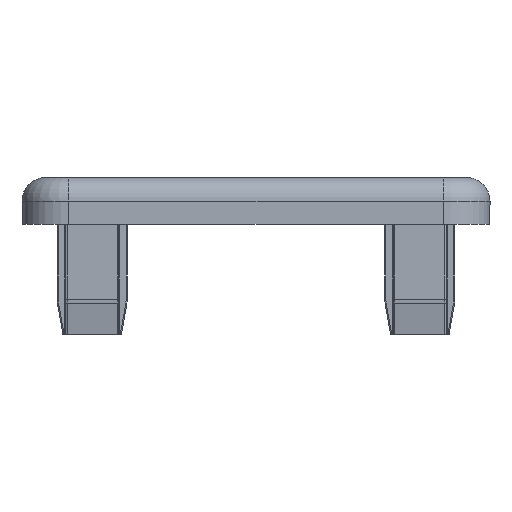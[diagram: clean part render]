
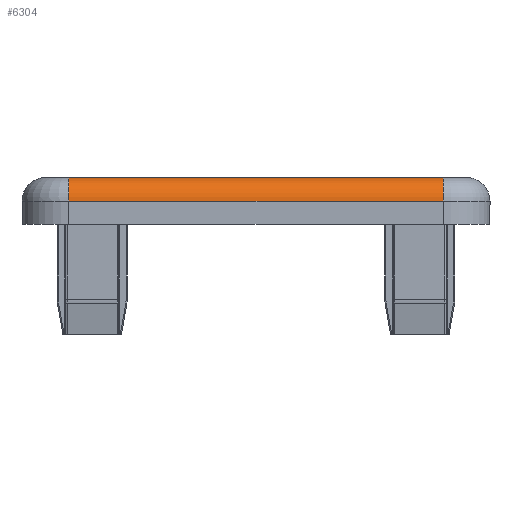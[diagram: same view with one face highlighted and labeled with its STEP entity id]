
A CAD part, front view. The second image highlights one B-rep face of the part: STEP entity #6304.
In plain terms, the highlighted cylindrical face has radius 2 mm (diameter 4 mm), a partial arc.
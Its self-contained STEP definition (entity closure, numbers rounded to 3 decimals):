
#374 = DIRECTION ( 'NONE',  ( 1., 0., 0. ) ) ;
#465 = EDGE_LOOP ( 'NONE', ( #727, #7401, #18386, #14400 ) ) ;
#727 = ORIENTED_EDGE ( 'NONE', *, *, #1079, .T. ) ;
#997 = EDGE_CURVE ( 'NONE', #7276, #17884, #1651, .T. ) ;
#1079 = EDGE_CURVE ( 'NONE', #10927, #7276, #14225, .T. ) ;
#1651 = LINE ( 'NONE', #2788, #8367 ) ;
#2630 = DIRECTION ( 'NONE',  ( 1., 0., 0. ) ) ;
#2765 = CARTESIAN_POINT ( 'NONE',  ( 16., -89.25, 2. ) ) ;
#2788 = CARTESIAN_POINT ( 'NONE',  ( -10., -89.25, 2. ) ) ;
#4185 = DIRECTION ( 'NONE',  ( 1., 0., 0. ) ) ;
#4482 = DIRECTION ( 'NONE',  ( 0., 1., 0. ) ) ;
#4733 = DIRECTION ( 'NONE',  ( -1., 0., 0. ) ) ;
#5258 = DIRECTION ( 'NONE',  ( 0., 1., 0. ) ) ;
#5461 = EDGE_CURVE ( 'NONE', #17884, #9232, #13527, .T. ) ;
#5947 = CYLINDRICAL_SURFACE ( 'NONE', #8629, 2. ) ;
#6304 = ADVANCED_FACE ( 'NONE', ( #14291 ), #5947, .T. ) ;
#6620 = AXIS2_PLACEMENT_3D ( 'NONE', #13439, #4733, #17759 ) ;
#6897 = CARTESIAN_POINT ( 'NONE',  ( 0., -87.25, 4. ) ) ;
#7276 = VERTEX_POINT ( 'NONE', #7351 ) ;
#7351 = CARTESIAN_POINT ( 'NONE',  ( -16., -89.25, 2. ) ) ;
#7401 = ORIENTED_EDGE ( 'NONE', *, *, #997, .T. ) ;
#7943 = CARTESIAN_POINT ( 'NONE',  ( -16., -87.25, 4. ) ) ;
#8136 = VECTOR ( 'NONE', #2630, 1000. ) ;
#8367 = VECTOR ( 'NONE', #4185, 1000. ) ;
#8629 = AXIS2_PLACEMENT_3D ( 'NONE', #12371, #15528, #5258 ) ;
#9232 = VERTEX_POINT ( 'NONE', #16733 ) ;
#9763 = AXIS2_PLACEMENT_3D ( 'NONE', #13054, #374, #4482 ) ;
#10927 = VERTEX_POINT ( 'NONE', #7943 ) ;
#11117 = EDGE_CURVE ( 'NONE', #10927, #9232, #11964, .T. ) ;
#11964 = LINE ( 'NONE', #6897, #8136 ) ;
#12371 = CARTESIAN_POINT ( 'NONE',  ( -10., -87.25, 2. ) ) ;
#13054 = CARTESIAN_POINT ( 'NONE',  ( -16., -87.25, 2. ) ) ;
#13439 = CARTESIAN_POINT ( 'NONE',  ( 16., -87.25, 2. ) ) ;
#13527 = CIRCLE ( 'NONE', #6620, 2. ) ;
#14225 = CIRCLE ( 'NONE', #9763, 2. ) ;
#14291 = FACE_OUTER_BOUND ( 'NONE', #465, .T. ) ;
#14400 = ORIENTED_EDGE ( 'NONE', *, *, #11117, .F. ) ;
#15528 = DIRECTION ( 'NONE',  ( 1., 0., 0. ) ) ;
#16733 = CARTESIAN_POINT ( 'NONE',  ( 16., -87.25, 4. ) ) ;
#17759 = DIRECTION ( 'NONE',  ( 0., 0., 1. ) ) ;
#17884 = VERTEX_POINT ( 'NONE', #2765 ) ;
#18386 = ORIENTED_EDGE ( 'NONE', *, *, #5461, .T. ) ;
